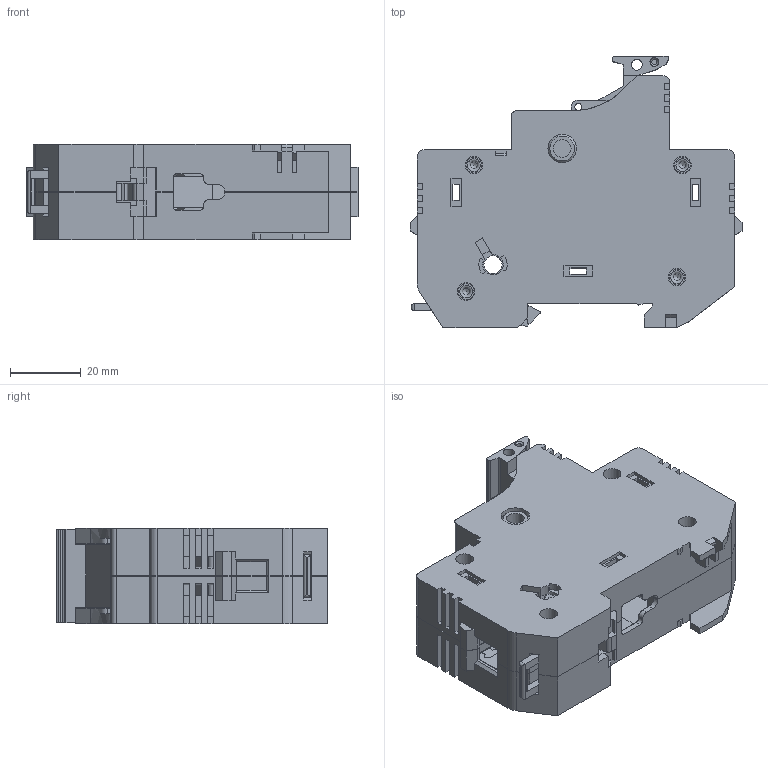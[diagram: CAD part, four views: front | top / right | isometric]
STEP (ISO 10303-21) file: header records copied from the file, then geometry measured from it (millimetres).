
FILE_DESCRIPTION(/* description */ (''),/* implementation_level */ '2;1');
FILE_NAME(/* name */ 'EFD14.stp',/* time_stamp */ '2017-05-25T14:51:29-04:00',/* author */ ('CAD Station'),/* organization */ ('Audax d.o.o.'),/* preprocessor_version */ 'ST-DEVELOPER v16.1',/* originating_system */ 'Autodesk Inventor 2016',/* authorisation */ '');
FILE_SCHEMA (('AUTOMOTIVE_DESIGN { 1 0 10303 214 3 1 1 }'));
Length unit declared in the file: millimetre
Products named in the file (1): vlc14
Bounding box: 94 x 76.8 x 27.01 mm (x, y, z)
Volume: 52121.1 mm3; surface area: 61986.9 mm2
Topology: 1 solids, 1 shells, 1670 faces, 4948 edges, 3229 vertices
Faces by surface type: plane 1325, cylinder 283, cone 32, torus 26, sphere 4
Full cylindrical faces by diameter (mm): 1.4 x10, 1.5 x2, 2 x6, 3 x4, 3.1 x1, 3.2 x8, 3.5 x1, 4.25 x3, 4.5 x8, 4.6 x4, 5 x17, 5.1 x1, 8 x3, 8.1 x2, 12 x2, 14.8 x1
Entity records: 58798 total; most frequent: CARTESIAN_POINT 13408, ORIENTED_EDGE 9568, DIRECTION 8837, EDGE_CURVE 4782, LINE 3897, VECTOR 3897, VERTEX_POINT 3184, AXIS2_PLACEMENT_3D 2470
